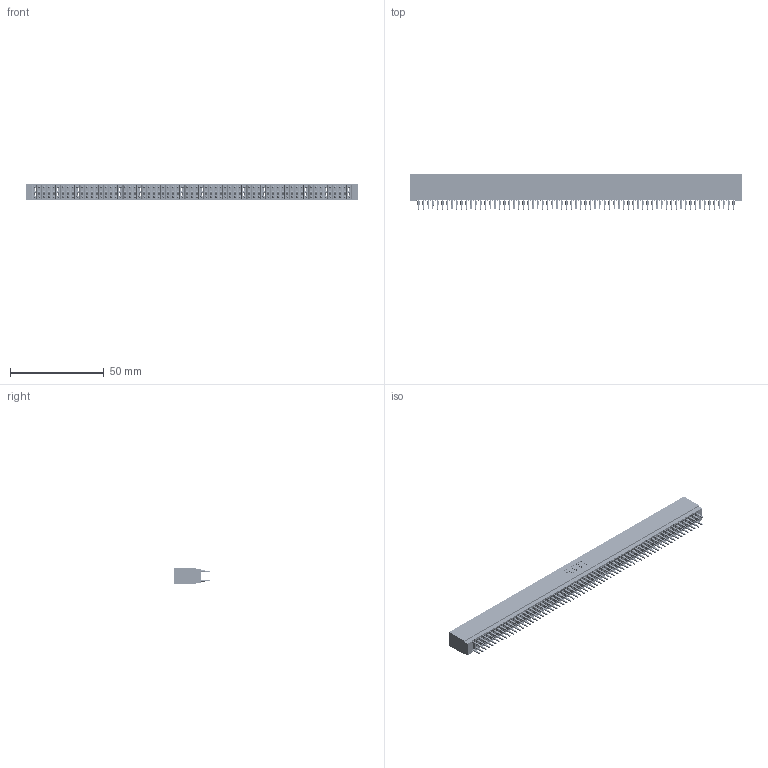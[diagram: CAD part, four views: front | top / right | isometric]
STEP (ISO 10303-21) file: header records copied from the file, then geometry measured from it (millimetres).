
FILE_DESCRIPTION (( 'STEP AP203' ), '1' );
FILE_NAME ('725-134-560-201.STEP', '2026-02-25T21:25:20', ( '' ), ( '' ), 'SwSTEP 2.0', 'SolidWorks 2023', '' );
FILE_SCHEMA (( 'CONFIG_CONTROL_DESIGN' ));
Length unit declared in the file: millimetre
Products named in the file (3): 725 Part_Insulator Option - 01; 725-134-560-201; 745-292-001_560
Assembly tree (135 placements, depth 2):
  725-134-560-201
    725 Part_Insulator Option - 01
    745-292-001_560  x134
Bounding box: 176.78 x 18.8 x 8.89 mm (x, y, z)
Volume: 14388.2 mm3; surface area: 33037.2 mm2
Topology: 135 solids, 135 shells, 13294 faces, 36367 edges, 23082 vertices
Faces by surface type: plane 6889, cylinder 2921, bspline 2680, torus 804
Entity records: 109670 total; most frequent: CARTESIAN_POINT 19517, ORIENTED_EDGE 19002, DIRECTION 16585, EDGE_CURVE 9501, VECTOR 8909, LINE 8909, VERTEX_POINT 6058, AXIS2_PLACEMENT_3D 3838
